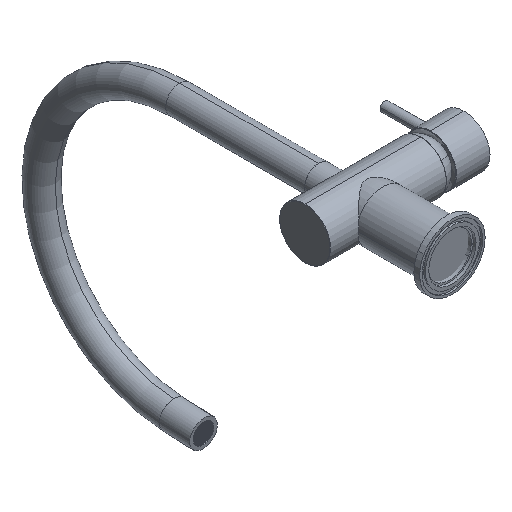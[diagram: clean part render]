
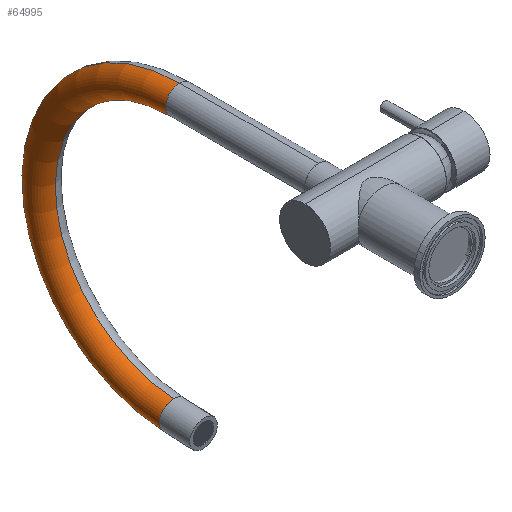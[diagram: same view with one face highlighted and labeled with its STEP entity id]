
A CAD part, isometric view. The second image highlights one B-rep face of the part: STEP entity #64995.
In plain terms, the highlighted toroidal (fillet/blend) face has major radius 95 mm and minor radius 9.5 mm.
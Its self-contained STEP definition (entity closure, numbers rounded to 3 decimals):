
#4418 = TOROIDAL_SURFACE ( 'NONE', #86624, 95., 9.5 ) ;
#7388 = AXIS2_PLACEMENT_3D ( 'NONE', #79768, #15689, #11443 ) ;
#7515 = AXIS2_PLACEMENT_3D ( 'NONE', #8208, #7737, #44199 ) ;
#7737 = DIRECTION ( 'NONE',  ( -1., 0., 0. ) ) ;
#8208 = CARTESIAN_POINT ( 'NONE',  ( 0.038, 183.6, -95. ) ) ;
#11443 = DIRECTION ( 'NONE',  ( 0., -0.047, 0.999 ) ) ;
#13194 = FACE_OUTER_BOUND ( 'NONE', #85638, .T. ) ;
#13992 = VERTEX_POINT ( 'NONE', #69880 ) ;
#14585 = DIRECTION ( 'NONE',  ( -1., 0., 0. ) ) ;
#15280 = EDGE_CURVE ( 'NONE', #38493, #81720, #33941, .T. ) ;
#15689 = DIRECTION ( 'NONE',  ( 0., -0.999, -0.047 ) ) ;
#20940 = CIRCLE ( 'NONE', #7388, 9.5 ) ;
#32296 = ORIENTED_EDGE ( 'NONE', *, *, #60642, .F. ) ;
#32903 = CIRCLE ( 'NONE', #7515, 85.5 ) ;
#33941 = CIRCLE ( 'NONE', #81784, 9.5 ) ;
#34179 = DIRECTION ( 'NONE',  ( 0., 0., 1. ) ) ;
#38493 = VERTEX_POINT ( 'NONE', #89669 ) ;
#39059 = CARTESIAN_POINT ( 'NONE',  ( 0., 183.6, 0. ) ) ;
#42594 = CARTESIAN_POINT ( 'NONE',  ( 0.038, 183.6, -95. ) ) ;
#43911 = DIRECTION ( 'NONE',  ( 0., 0., 1. ) ) ;
#44199 = DIRECTION ( 'NONE',  ( 0., 0., 1. ) ) ;
#47166 = VERTEX_POINT ( 'NONE', #85453 ) ;
#50497 = CIRCLE ( 'NONE', #83363, 104.5 ) ;
#58398 = ORIENTED_EDGE ( 'NONE', *, *, #66491, .F. ) ;
#58943 = CARTESIAN_POINT ( 'NONE',  ( 0.038, 183.6, -95. ) ) ;
#60642 = EDGE_CURVE ( 'NONE', #47166, #13992, #20940, .T. ) ;
#64995 = ADVANCED_FACE ( 'NONE', ( #13194 ), #4418, .T. ) ;
#65453 = DIRECTION ( 'NONE',  ( -1., 0., 0. ) ) ;
#66491 = EDGE_CURVE ( 'NONE', #38493, #47166, #32903, .T. ) ;
#68183 = ORIENTED_EDGE ( 'NONE', *, *, #75188, .T. ) ;
#69880 = CARTESIAN_POINT ( 'NONE',  ( 0.08, 188.55, -199.383 ) ) ;
#72786 = DIRECTION ( 'NONE',  ( 0., 0., -1. ) ) ;
#74165 = DIRECTION ( 'NONE',  ( 0., 1., 0. ) ) ;
#75188 = EDGE_CURVE ( 'NONE', #81720, #13992, #50497, .T. ) ;
#79768 = CARTESIAN_POINT ( 'NONE',  ( 0.076, 188.1, -189.893 ) ) ;
#81720 = VERTEX_POINT ( 'NONE', #90238 ) ;
#81784 = AXIS2_PLACEMENT_3D ( 'NONE', #39059, #74165, #72786 ) ;
#83363 = AXIS2_PLACEMENT_3D ( 'NONE', #58943, #65453, #43911 ) ;
#85453 = CARTESIAN_POINT ( 'NONE',  ( 0.072, 187.65, -180.404 ) ) ;
#85638 = EDGE_LOOP ( 'NONE', ( #86277, #68183, #32296, #58398 ) ) ;
#86277 = ORIENTED_EDGE ( 'NONE', *, *, #15280, .T. ) ;
#86624 = AXIS2_PLACEMENT_3D ( 'NONE', #42594, #14585, #34179 ) ;
#89669 = CARTESIAN_POINT ( 'NONE',  ( 0.004, 183.6, -9.5 ) ) ;
#90238 = CARTESIAN_POINT ( 'NONE',  ( -0.004, 183.6, 9.5 ) ) ;
